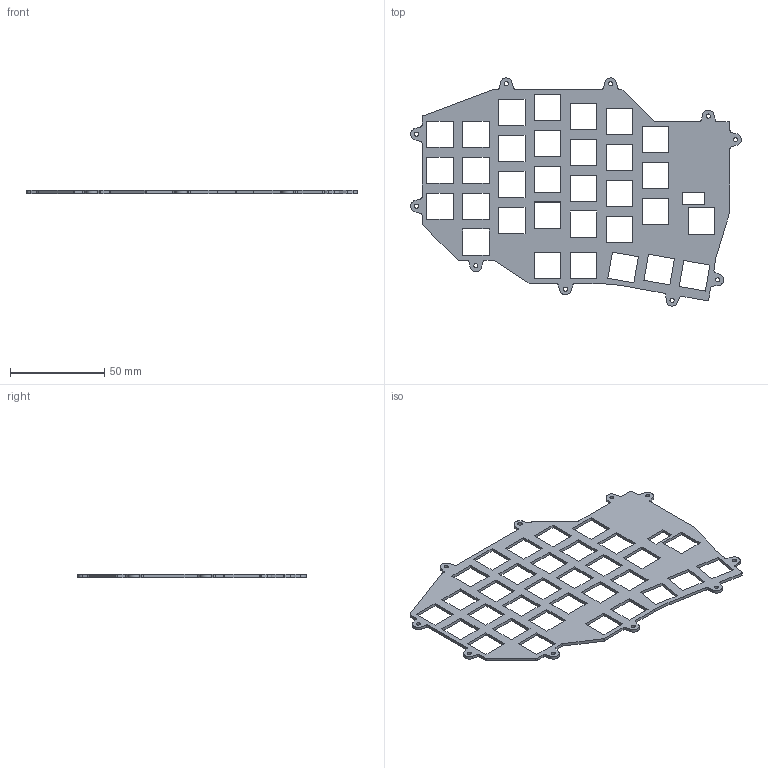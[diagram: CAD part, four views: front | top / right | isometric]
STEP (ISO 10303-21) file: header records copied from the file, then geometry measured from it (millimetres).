
FILE_DESCRIPTION(('KiCad electronic assembly'),'2;1');
FILE_NAME('plate.step','2022-09-05T20:15:04',('Pcbnew'),('Kicad'), 'Open CASCADE STEP processor 7.5','KiCad to STEP converter','Unknown' );
FILE_SCHEMA(('AUTOMOTIVE_DESIGN { 1 0 10303 214 1 1 1 1 }'));
Length unit declared in the file: millimetre
Products named in the file (2): plate 1; plate PCB
Assembly tree (1 placements, depth 2):
  plate 1
    plate PCB
Bounding box: 175.09 x 120.81 x 1.6 mm (x, y, z)
Volume: 14270.6 mm3; surface area: 21776.2 mm2
Topology: 1 solids, 1 shells, 234 faces, 696 edges, 464 vertices
Faces by surface type: plane 179, cylinder 55
Full cylindrical faces by diameter (mm): 2.2 x10
Entity records: 17387 total; most frequent: CARTESIAN_POINT 3448, DIRECTION 2560, LINE 1868, VECTOR 1868, ORIENTED_EDGE 1392, PCURVE 1392, DEFINITIONAL_REPRESENTATION 1392, EDGE_CURVE 696
